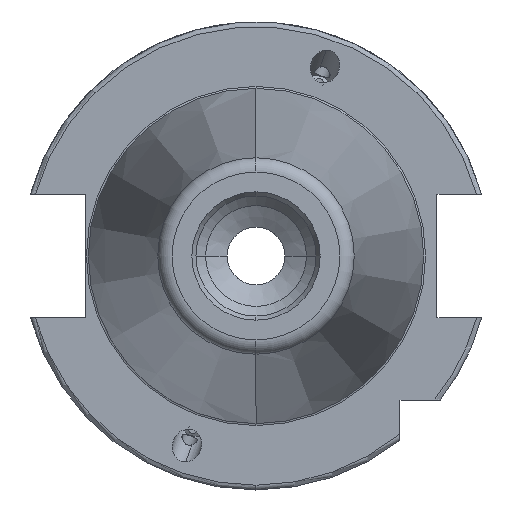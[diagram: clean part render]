
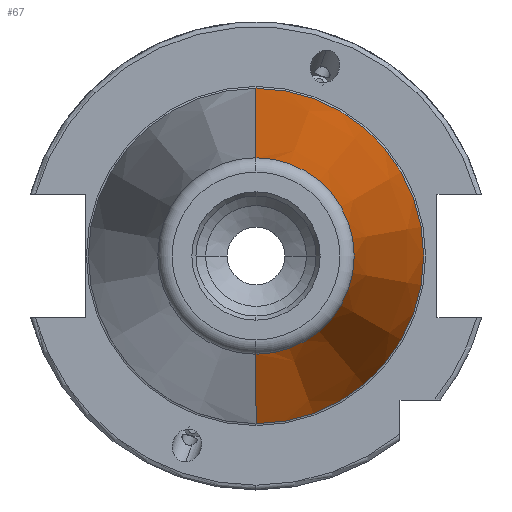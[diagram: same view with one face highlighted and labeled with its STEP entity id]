
A CAD part, left-side view. The second image highlights one B-rep face of the part: STEP entity #67.
In plain terms, the highlighted conical face has half-angle 8.297 degrees and reference radius 34.925 mm.
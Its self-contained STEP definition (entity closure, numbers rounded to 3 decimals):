
#64 = ORIENTED_EDGE ( 'NONE', *, *, #76, .T. ) ;
#65 = ORIENTED_EDGE ( 'NONE', *, *, #2383, .F. ) ;
#67 = ADVANCED_FACE ( 'NONE', ( #5327 ), #5315, .T. ) ;
#68 = EDGE_LOOP ( 'NONE', ( #65, #64, #2382, #75 ) ) ;
#75 = ORIENTED_EDGE ( 'NONE', *, *, #2305, .F. ) ;
#76 = EDGE_CURVE ( 'NONE', #2397, #2406, #5321, .T. ) ;
#2019 = LINE ( 'NONE', #2021, #2030 ) ;
#2021 = CARTESIAN_POINT ( 'NONE',  ( 0., 0., 34.925 ) ) ;
#2022 = DIRECTION ( 'NONE',  ( 0.99, 0., 0.144 ) ) ;
#2030 = VECTOR ( 'NONE', #2022, 1000. ) ;
#2305 = EDGE_CURVE ( 'NONE', #2412, #2394, #2019, .T. ) ;
#2382 = ORIENTED_EDGE ( 'NONE', *, *, #2404, .T. ) ;
#2383 = EDGE_CURVE ( 'NONE', #2397, #2412, #3851, .T. ) ;
#2394 = VERTEX_POINT ( 'NONE', #3894 ) ;
#2397 = VERTEX_POINT ( 'NONE', #3888 ) ;
#2404 = EDGE_CURVE ( 'NONE', #2406, #2394, #3878, .T. ) ;
#2406 = VERTEX_POINT ( 'NONE', #3873 ) ;
#2412 = VERTEX_POINT ( 'NONE', #3869 ) ;
#3844 = DIRECTION ( 'NONE',  ( 0., 0., -1. ) ) ;
#3845 = DIRECTION ( 'NONE',  ( -1., 0., 0. ) ) ;
#3846 = CARTESIAN_POINT ( 'NONE',  ( -99.183, 0., 0. ) ) ;
#3847 = AXIS2_PLACEMENT_3D ( 'NONE', #3846, #3845, #3844 ) ;
#3851 = CIRCLE ( 'NONE', #3847, 20.461 ) ;
#3869 = CARTESIAN_POINT ( 'NONE',  ( -99.183, 0., 20.461 ) ) ;
#3873 = CARTESIAN_POINT ( 'NONE',  ( 0., 0., -34.925 ) ) ;
#3874 = DIRECTION ( 'NONE',  ( 0., 0., -1. ) ) ;
#3875 = DIRECTION ( 'NONE',  ( -1., 0., 0. ) ) ;
#3876 = CARTESIAN_POINT ( 'NONE',  ( 0., 0., 0. ) ) ;
#3877 = AXIS2_PLACEMENT_3D ( 'NONE', #3876, #3875, #3874 ) ;
#3878 = CIRCLE ( 'NONE', #3877, 34.925 ) ;
#3888 = CARTESIAN_POINT ( 'NONE',  ( -99.183, 0., -20.461 ) ) ;
#3894 = CARTESIAN_POINT ( 'NONE',  ( 0., 0., 34.925 ) ) ;
#5315 = CONICAL_SURFACE ( 'NONE', #5325, 34.925, 0.145 ) ;
#5316 = DIRECTION ( 'NONE',  ( 1., 0., 0. ) ) ;
#5320 = CARTESIAN_POINT ( 'NONE',  ( 0., 0., -34.925 ) ) ;
#5321 = LINE ( 'NONE', #5320, #5323 ) ;
#5322 = DIRECTION ( 'NONE',  ( 0.99, 0., -0.144 ) ) ;
#5323 = VECTOR ( 'NONE', #5322, 1000. ) ;
#5325 = AXIS2_PLACEMENT_3D ( 'NONE', #5341, #5316, #5333 ) ;
#5327 = FACE_OUTER_BOUND ( 'NONE', #68, .T. ) ;
#5333 = DIRECTION ( 'NONE',  ( 0., 0., 1. ) ) ;
#5341 = CARTESIAN_POINT ( 'NONE',  ( 0., 0., 0. ) ) ;
